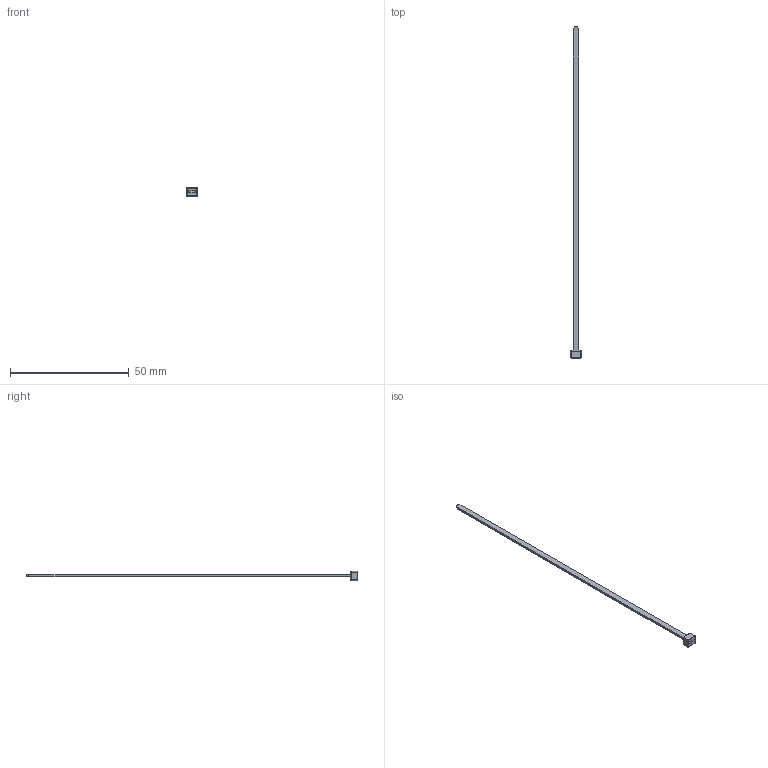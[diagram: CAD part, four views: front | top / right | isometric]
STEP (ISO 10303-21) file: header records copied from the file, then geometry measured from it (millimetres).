
FILE_DESCRIPTION(/* description */ (''),/* implementation_level */ '2;1');
FILE_NAME(/* name */ 'PANDUIT_SST1_5M.stp',/* time_stamp */ '2017-03-03T14:01:34-06:00',/* author */ (''),/* organization */ (''),/* preprocessor_version */ 'ST-DEVELOPER v15',/* originating_system */ 'SIEMENS PLM Software NX 8.5',/* authorisation */ '');
FILE_SCHEMA (('AP203_CONFIGURATION_CONTROLLED_3D_DESIGN_OF_MECHANICAL_PARTS_AND_ASSEMBLIES_MIM_LF { 1 0 10303 403 2 1 2}'));
Length unit declared in the file: inch
Products named in the file (1): bwg3B58ACB495aq
Bounding box: 4.45 x 139.98 x 3.81 mm (x, y, z)
Volume: 359.7 mm3; surface area: 986.1 mm2
Topology: 2 solids, 2 shells, 36 faces, 80 edges, 40 vertices
Faces by surface type: plane 15, cylinder 13, sphere 8
Entity records: 1006 total; most frequent: DIRECTION 168, CARTESIAN_POINT 161, ORIENTED_EDGE 144, EDGE_CURVE 72, AXIS2_PLACEMENT_3D 63, LINE 42, VECTOR 42, VERTEX_POINT 40
